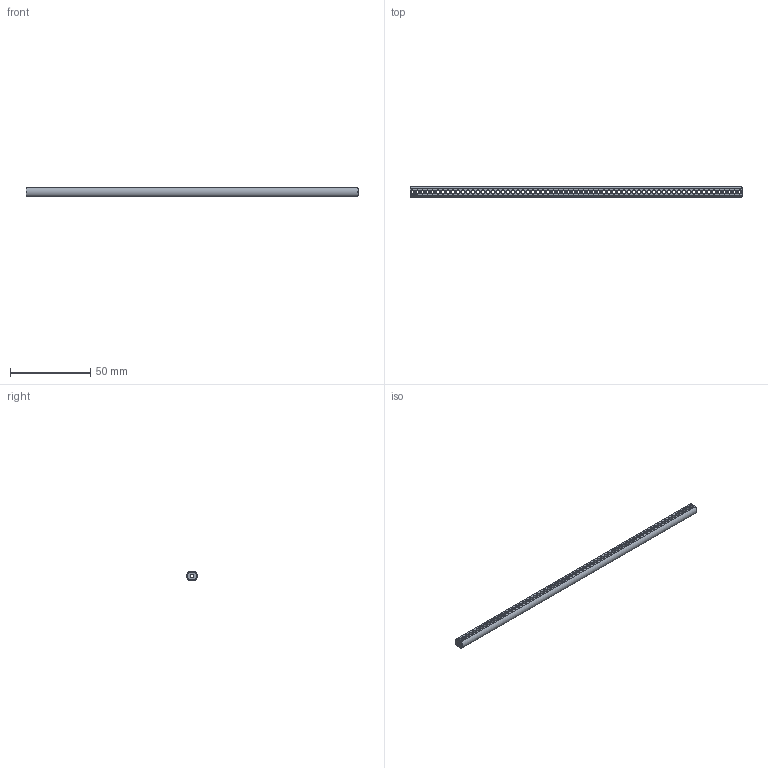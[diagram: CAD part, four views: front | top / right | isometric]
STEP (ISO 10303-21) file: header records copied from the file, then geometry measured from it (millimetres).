
FILE_DESCRIPTION(('FreeCAD Model'),'2;1');
FILE_NAME('Open CASCADE Shape Model','2024-06-18T14:52:52',(''),(''), 'Open CASCADE STEP processor 7.6','FreeCAD','Unknown');
FILE_SCHEMA(('AUTOMOTIVE_DESIGN { 1 0 10303 214 1 1 1 1 }'));
Length unit declared in the file: millimetre
Products named in the file (1): Shaft IDX BU16.50 - SPN-SFT-0186 (stemfie.org)
Bounding box: 206.25 x 6.6 x 5 mm (x, y, z)
Volume: 4707.3 mm3; surface area: 5932.1 mm2
Topology: 1 solids, 1 shells, 825 faces, 2509 edges, 1582 vertices
Faces by surface type: plane 312, cylinder 201, extrusion 176, cone 136
Full cylindrical faces by diameter (mm): 2 x199
Entity records: 28851 total; most frequent: CARTESIAN_POINT 5973, ORIENTED_EDGE 5018, DIRECTION 4451, EDGE_CURVE 2509, VERTEX_POINT 1582, VECTOR 1515, AXIS2_PLACEMENT_3D 1468, LINE 1339
